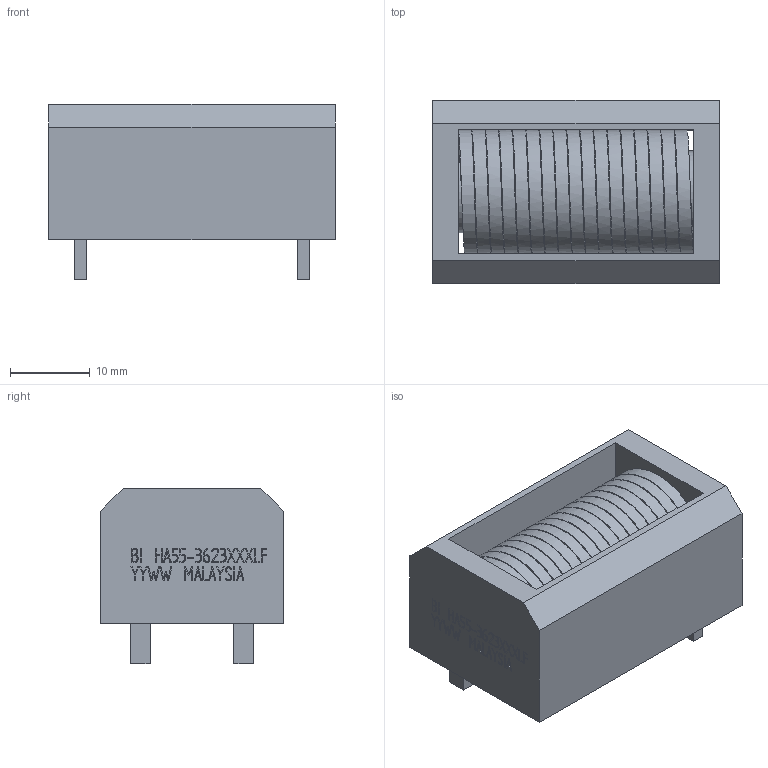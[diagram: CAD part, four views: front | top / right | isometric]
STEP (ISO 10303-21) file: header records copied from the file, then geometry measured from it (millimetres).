
FILE_DESCRIPTION(/* description */ ('Unknown'),/* implementation_level */ '2;1');
FILE_NAME(/* name */ 'HA55-3623',/* time_stamp */ '2021-10-26T17:57:44+08:00',/* author */ ('Unknown'),/* organization */ ('Unknown'),/* preprocessor_version */ 'ST-DEVELOPER v16.7',/* originating_system */ 'Solid Edge',/* authorisation */ 'Unknown');
FILE_SCHEMA (('AUTOMOTIVE_DESIGN {1 0 10303 214 3 1 1}'));
Length unit declared in the file: millimetre
Products named in the file (1): HA55-3623
Bounding box: 36 x 23 x 22 mm (x, y, z)
Volume: 11040.9 mm3; surface area: 11016.4 mm2
Topology: 3 solids, 3 shells, 322 faces, 847 edges, 562 vertices
Faces by surface type: plane 283, bspline 36, cylinder 3
Full cylindrical faces by diameter (mm): 10.3 x1
Entity records: 15475 total; most frequent: CARTESIAN_POINT 6037, ORIENTED_EDGE 1692, DIRECTION 1122, EDGE_CURVE 846, VERTEX_POINT 562, LINE 540, VECTOR 540, EDGE_LOOP 360
